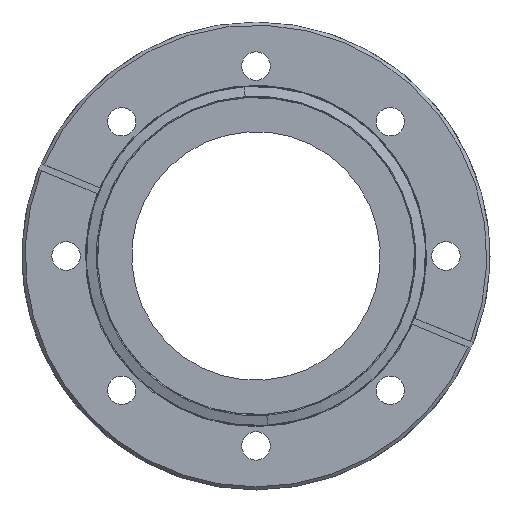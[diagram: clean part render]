
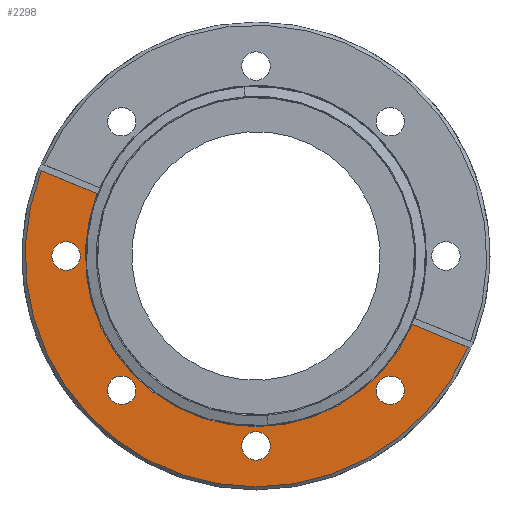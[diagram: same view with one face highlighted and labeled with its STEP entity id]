
A CAD part, left-side view. The second image highlights one B-rep face of the part: STEP entity #2298.
In plain terms, the highlighted planar face has unit normal (-1, 0, 0).
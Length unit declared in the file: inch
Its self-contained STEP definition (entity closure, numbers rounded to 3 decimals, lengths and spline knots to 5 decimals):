
#25 = DIRECTION ( 'NONE',  ( -1., 0., 0. ) ) ;
#27 = ORIENTED_EDGE ( 'NONE', *, *, #1271, .F. ) ;
#44 = CARTESIAN_POINT ( 'NONE',  ( 0., 1.51751, 0.59502 ) ) ;
#49 = DIRECTION ( 'NONE',  ( 0., 0., 1. ) ) ;
#54 = CARTESIAN_POINT ( 'NONE',  ( 0., 1.814, 0.136 ) ) ;
#62 = CARTESIAN_POINT ( 'NONE',  ( 0., -1.28269, -1.28269 ) ) ;
#67 = ORIENTED_EDGE ( 'NONE', *, *, #2458, .T. ) ;
#74 = CIRCLE ( 'NONE', #1128, 0.136 ) ;
#98 = FACE_OUTER_BOUND ( 'NONE', #2192, .T. ) ;
#119 = CIRCLE ( 'NONE', #790, 2.205 ) ;
#121 = ORIENTED_EDGE ( 'NONE', *, *, #1337, .T. ) ;
#127 = AXIS2_PLACEMENT_3D ( 'NONE', #1483, #1441, #442 ) ;
#136 = VERTEX_POINT ( 'NONE', #2455 ) ;
#149 = CARTESIAN_POINT ( 'NONE',  ( 0., -1.28269, -1.28269 ) ) ;
#178 = EDGE_CURVE ( 'NONE', #863, #1368, #2007, .T. ) ;
#193 = VERTEX_POINT ( 'NONE', #648 ) ;
#209 = AXIS2_PLACEMENT_3D ( 'NONE', #2021, #302, #452 ) ;
#215 = EDGE_CURVE ( 'NONE', #837, #1682, #1968, .T. ) ;
#276 = PLANE ( 'NONE',  #2251 ) ;
#292 = EDGE_LOOP ( 'NONE', ( #354, #875 ) ) ;
#302 = DIRECTION ( 'NONE',  ( -1., 0., 0. ) ) ;
#336 = DIRECTION ( 'NONE',  ( -1., 0., 0. ) ) ;
#344 = CARTESIAN_POINT ( 'NONE',  ( 0., -2.05281, -0.88386 ) ) ;
#354 = ORIENTED_EDGE ( 'NONE', *, *, #215, .F. ) ;
#370 = AXIS2_PLACEMENT_3D ( 'NONE', #971, #1190, #1984 ) ;
#391 = EDGE_CURVE ( 'NONE', #2130, #2412, #2140, .T. ) ;
#440 = CARTESIAN_POINT ( 'NONE',  ( 0., -1.28269, -1.14669 ) ) ;
#442 = DIRECTION ( 'NONE',  ( 0., 0., 1. ) ) ;
#444 = DIRECTION ( 'NONE',  ( 0., 0., -1. ) ) ;
#452 = DIRECTION ( 'NONE',  ( 0., 0., 1. ) ) ;
#515 = FACE_BOUND ( 'NONE', #2547, .T. ) ;
#526 = DIRECTION ( 'NONE',  ( 0., 0., -1. ) ) ;
#540 = DIRECTION ( 'NONE',  ( -1., 0., 0. ) ) ;
#558 = EDGE_CURVE ( 'NONE', #1368, #863, #1604, .T. ) ;
#585 = CIRCLE ( 'NONE', #2048, 0.136 ) ;
#593 = VERTEX_POINT ( 'NONE', #44 ) ;
#594 = CARTESIAN_POINT ( 'NONE',  ( 0., 2.04882, 0.81509 ) ) ;
#637 = CARTESIAN_POINT ( 'NONE',  ( 0., 0., -1.678 ) ) ;
#648 = CARTESIAN_POINT ( 'NONE',  ( 0., -1.28269, -1.41869 ) ) ;
#686 = DIRECTION ( 'NONE',  ( -1., 0., 0. ) ) ;
#707 = VERTEX_POINT ( 'NONE', #1760 ) ;
#708 = CIRCLE ( 'NONE', #2123, 2.205 ) ;
#712 = FACE_BOUND ( 'NONE', #1849, .T. ) ;
#736 = LINE ( 'NONE', #2535, #2003 ) ;
#747 = ORIENTED_EDGE ( 'NONE', *, *, #1457, .F. ) ;
#748 = DIRECTION ( 'NONE',  ( 0., -0.924, -0.383 ) ) ;
#756 = AXIS2_PLACEMENT_3D ( 'NONE', #1329, #2302, #2116 ) ;
#786 = CARTESIAN_POINT ( 'NONE',  ( 0., 1.814, 0. ) ) ;
#790 = AXIS2_PLACEMENT_3D ( 'NONE', #2328, #540, #1687 ) ;
#797 = VERTEX_POINT ( 'NONE', #594 ) ;
#837 = VERTEX_POINT ( 'NONE', #2205 ) ;
#863 = VERTEX_POINT ( 'NONE', #637 ) ;
#875 = ORIENTED_EDGE ( 'NONE', *, *, #1234, .F. ) ;
#914 = DIRECTION ( 'NONE',  ( -1., 0., 0. ) ) ;
#927 = CARTESIAN_POINT ( 'NONE',  ( 0., 0., 0. ) ) ;
#929 = CIRCLE ( 'NONE', #1127, 1.63 ) ;
#948 = ORIENTED_EDGE ( 'NONE', *, *, #558, .F. ) ;
#970 = VECTOR ( 'NONE', #1700, 39.37008 ) ;
#971 = CARTESIAN_POINT ( 'NONE',  ( 0., 0., 0. ) ) ;
#983 = ORIENTED_EDGE ( 'NONE', *, *, #2362, .F. ) ;
#1029 = VERTEX_POINT ( 'NONE', #54 ) ;
#1061 = ORIENTED_EDGE ( 'NONE', *, *, #178, .F. ) ;
#1070 = DIRECTION ( 'NONE',  ( -1., 0., 0. ) ) ;
#1076 = DIRECTION ( 'NONE',  ( 0., 0., 1. ) ) ;
#1087 = FACE_BOUND ( 'NONE', #292, .T. ) ;
#1127 = AXIS2_PLACEMENT_3D ( 'NONE', #1413, #1201, #444 ) ;
#1128 = AXIS2_PLACEMENT_3D ( 'NONE', #1821, #25, #1076 ) ;
#1179 = DIRECTION ( 'NONE',  ( 0., 0., 1. ) ) ;
#1190 = DIRECTION ( 'NONE',  ( 1., 0., 0. ) ) ;
#1201 = DIRECTION ( 'NONE',  ( 1., 0., 0. ) ) ;
#1234 = EDGE_CURVE ( 'NONE', #1682, #837, #2592, .T. ) ;
#1253 = EDGE_LOOP ( 'NONE', ( #983, #747 ) ) ;
#1266 = ORIENTED_EDGE ( 'NONE', *, *, #1888, .F. ) ;
#1271 = EDGE_CURVE ( 'NONE', #797, #593, #736, .T. ) ;
#1287 = DIRECTION ( 'NONE',  ( 0., 0., 1. ) ) ;
#1316 = ORIENTED_EDGE ( 'NONE', *, *, #1990, .T. ) ;
#1329 = CARTESIAN_POINT ( 'NONE',  ( 0., 1.28269, -1.28269 ) ) ;
#1337 = EDGE_CURVE ( 'NONE', #1489, #593, #1506, .T. ) ;
#1368 = VERTEX_POINT ( 'NONE', #1804 ) ;
#1375 = CIRCLE ( 'NONE', #2179, 0.136 ) ;
#1413 = CARTESIAN_POINT ( 'NONE',  ( 0., 0., 0. ) ) ;
#1441 = DIRECTION ( 'NONE',  ( -1., 0., 0. ) ) ;
#1457 = EDGE_CURVE ( 'NONE', #193, #1695, #585, .T. ) ;
#1483 = CARTESIAN_POINT ( 'NONE',  ( 0., 0., -1.814 ) ) ;
#1489 = VERTEX_POINT ( 'NONE', #1491 ) ;
#1491 = CARTESIAN_POINT ( 'NONE',  ( 0., 0., -1.63 ) ) ;
#1506 = CIRCLE ( 'NONE', #370, 1.63 ) ;
#1604 = CIRCLE ( 'NONE', #209, 0.136 ) ;
#1632 = AXIS2_PLACEMENT_3D ( 'NONE', #786, #336, #2578 ) ;
#1655 = CARTESIAN_POINT ( 'NONE',  ( 0., 1.28269, -1.28269 ) ) ;
#1682 = VERTEX_POINT ( 'NONE', #2360 ) ;
#1687 = DIRECTION ( 'NONE',  ( 0., 0., -1. ) ) ;
#1695 = VERTEX_POINT ( 'NONE', #440 ) ;
#1700 = DIRECTION ( 'NONE',  ( 0., -0.924, -0.383 ) ) ;
#1717 = DIRECTION ( 'NONE',  ( 1., 0., 0. ) ) ;
#1737 = DIRECTION ( 'NONE',  ( 0., 0., -1. ) ) ;
#1757 = DIRECTION ( 'NONE',  ( -1., 0., 0. ) ) ;
#1758 = CIRCLE ( 'NONE', #1632, 0.136 ) ;
#1760 = CARTESIAN_POINT ( 'NONE',  ( 0., 0., -2.205 ) ) ;
#1804 = CARTESIAN_POINT ( 'NONE',  ( 0., 0., -1.95 ) ) ;
#1821 = CARTESIAN_POINT ( 'NONE',  ( 0., 1.814, 0. ) ) ;
#1849 = EDGE_LOOP ( 'NONE', ( #1061, #948 ) ) ;
#1858 = ORIENTED_EDGE ( 'NONE', *, *, #2346, .F. ) ;
#1888 = EDGE_CURVE ( 'NONE', #136, #1029, #74, .T. ) ;
#1905 = ORIENTED_EDGE ( 'NONE', *, *, #2076, .T. ) ;
#1922 = AXIS2_PLACEMENT_3D ( 'NONE', #1655, #1070, #49 ) ;
#1968 = CIRCLE ( 'NONE', #1922, 0.136 ) ;
#1984 = DIRECTION ( 'NONE',  ( 0., 0., -1. ) ) ;
#1990 = EDGE_CURVE ( 'NONE', #797, #707, #708, .T. ) ;
#2003 = VECTOR ( 'NONE', #748, 39.37008 ) ;
#2007 = CIRCLE ( 'NONE', #127, 0.136 ) ;
#2021 = CARTESIAN_POINT ( 'NONE',  ( 0., 0., -1.814 ) ) ;
#2048 = AXIS2_PLACEMENT_3D ( 'NONE', #62, #686, #1287 ) ;
#2076 = EDGE_CURVE ( 'NONE', #707, #2412, #119, .T. ) ;
#2108 = CARTESIAN_POINT ( 'NONE',  ( 0., 2.235, 0. ) ) ;
#2115 = ORIENTED_EDGE ( 'NONE', *, *, #391, .F. ) ;
#2116 = DIRECTION ( 'NONE',  ( 0., 0., 1. ) ) ;
#2123 = AXIS2_PLACEMENT_3D ( 'NONE', #927, #914, #1737 ) ;
#2130 = VERTEX_POINT ( 'NONE', #2368 ) ;
#2140 = LINE ( 'NONE', #344, #970 ) ;
#2179 = AXIS2_PLACEMENT_3D ( 'NONE', #149, #1757, #1179 ) ;
#2192 = EDGE_LOOP ( 'NONE', ( #2115, #67, #121, #27, #1316, #1905 ) ) ;
#2205 = CARTESIAN_POINT ( 'NONE',  ( 0., 1.28269, -1.14669 ) ) ;
#2219 = CARTESIAN_POINT ( 'NONE',  ( 0., -2.02509, -0.87237 ) ) ;
#2251 = AXIS2_PLACEMENT_3D ( 'NONE', #2108, #1717, #526 ) ;
#2298 = ADVANCED_FACE ( 'NONE', ( #2496, #712, #1087, #515, #98 ), #276, .F. ) ;
#2302 = DIRECTION ( 'NONE',  ( -1., 0., 0. ) ) ;
#2328 = CARTESIAN_POINT ( 'NONE',  ( 0., 0., 0. ) ) ;
#2346 = EDGE_CURVE ( 'NONE', #1029, #136, #1758, .T. ) ;
#2360 = CARTESIAN_POINT ( 'NONE',  ( 0., 1.28269, -1.41869 ) ) ;
#2362 = EDGE_CURVE ( 'NONE', #1695, #193, #1375, .T. ) ;
#2368 = CARTESIAN_POINT ( 'NONE',  ( 0., -1.49379, -0.6523 ) ) ;
#2412 = VERTEX_POINT ( 'NONE', #2219 ) ;
#2455 = CARTESIAN_POINT ( 'NONE',  ( 0., 1.814, -0.136 ) ) ;
#2458 = EDGE_CURVE ( 'NONE', #2130, #1489, #929, .T. ) ;
#2496 = FACE_BOUND ( 'NONE', #1253, .T. ) ;
#2535 = CARTESIAN_POINT ( 'NONE',  ( 0., 1.51289, 0.59311 ) ) ;
#2547 = EDGE_LOOP ( 'NONE', ( #1858, #1266 ) ) ;
#2578 = DIRECTION ( 'NONE',  ( 0., 0., 1. ) ) ;
#2592 = CIRCLE ( 'NONE', #756, 0.136 ) ;
